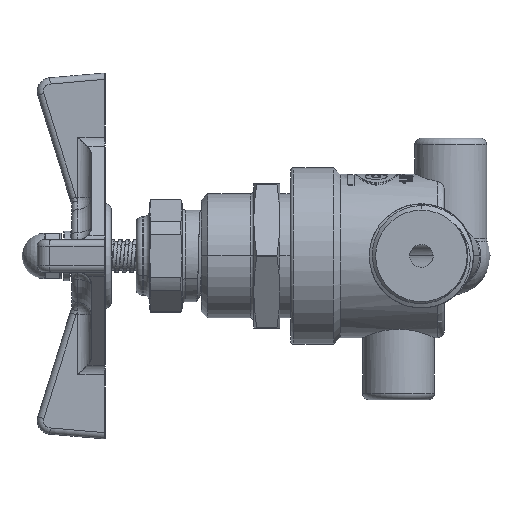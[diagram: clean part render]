
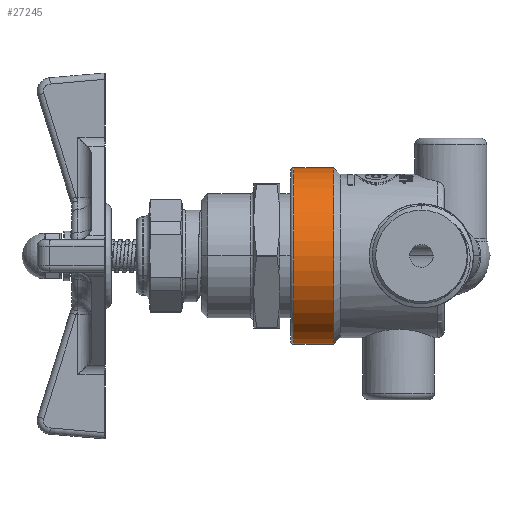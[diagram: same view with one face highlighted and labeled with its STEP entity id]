
A CAD part, left-side view. The second image highlights one B-rep face of the part: STEP entity #27245.
In plain terms, the highlighted cylindrical face has radius 21.438 mm (diameter 42.875 mm), a partial arc.
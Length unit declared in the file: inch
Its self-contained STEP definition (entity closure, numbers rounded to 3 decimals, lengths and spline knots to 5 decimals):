
#794 = CARTESIAN_POINT ( 'NONE',  ( 0.68215, 2.74537, 2.72579 ) ) ;
#1313 = AXIS2_PLACEMENT_3D ( 'NONE', #44904, #15067, #49899 ) ;
#1741 = CARTESIAN_POINT ( 'NONE',  ( 0.68215, 1.99898, 3.56979 ) ) ;
#5650 = VECTOR ( 'NONE', #25828, 39.37008 ) ;
#6178 = VECTOR ( 'NONE', #52698, 39.37008 ) ;
#7697 = VERTEX_POINT ( 'NONE', #39557 ) ;
#8208 = EDGE_CURVE ( 'NONE', #22735, #50363, #54105, .T. ) ;
#8839 = EDGE_LOOP ( 'NONE', ( #35681, #52823, #29468, #37523 ) ) ;
#15067 = DIRECTION ( 'NONE',  ( 0., 1., 0. ) ) ;
#20076 = CARTESIAN_POINT ( 'NONE',  ( 0.68215, 1.61898, 1.88179 ) ) ;
#22215 = AXIS2_PLACEMENT_3D ( 'NONE', #29122, #63936, #34096 ) ;
#22735 = VERTEX_POINT ( 'NONE', #20076 ) ;
#22918 = CARTESIAN_POINT ( 'NONE',  ( 0.68215, 2.74537, 1.88179 ) ) ;
#23640 = CIRCLE ( 'NONE', #22215, 0.844 ) ;
#24789 = CYLINDRICAL_SURFACE ( 'NONE', #39252, 0.844 ) ;
#25828 = DIRECTION ( 'NONE',  ( 0., 1., 0. ) ) ;
#26515 = VERTEX_POINT ( 'NONE', #1741 ) ;
#27245 = ADVANCED_FACE ( 'NONE', ( #49657 ), #24789, .T. ) ;
#29122 = CARTESIAN_POINT ( 'NONE',  ( 0.68215, 1.99898, 2.72579 ) ) ;
#29468 = ORIENTED_EDGE ( 'NONE', *, *, #64310, .T. ) ;
#29513 = DIRECTION ( 'NONE',  ( 0., 0., 1. ) ) ;
#32063 = LINE ( 'NONE', #55617, #5650 ) ;
#33600 = CARTESIAN_POINT ( 'NONE',  ( 0.68215, 1.61898, 3.56979 ) ) ;
#34096 = DIRECTION ( 'NONE',  ( 0., 0., -1. ) ) ;
#35681 = ORIENTED_EDGE ( 'NONE', *, *, #56899, .F. ) ;
#37523 = ORIENTED_EDGE ( 'NONE', *, *, #47422, .T. ) ;
#39252 = AXIS2_PLACEMENT_3D ( 'NONE', #794, #39292, #29513 ) ;
#39292 = DIRECTION ( 'NONE',  ( 0., 1., 0. ) ) ;
#39557 = CARTESIAN_POINT ( 'NONE',  ( 0.68215, 1.99898, 1.88179 ) ) ;
#44904 = CARTESIAN_POINT ( 'NONE',  ( 0.68215, 1.61898, 2.72579 ) ) ;
#47422 = EDGE_CURVE ( 'NONE', #26515, #7697, #23640, .T. ) ;
#49657 = FACE_OUTER_BOUND ( 'NONE', #8839, .T. ) ;
#49899 = DIRECTION ( 'NONE',  ( 0., 0., 1. ) ) ;
#50363 = VERTEX_POINT ( 'NONE', #33600 ) ;
#52698 = DIRECTION ( 'NONE',  ( 0., 1., 0. ) ) ;
#52823 = ORIENTED_EDGE ( 'NONE', *, *, #8208, .T. ) ;
#54105 = CIRCLE ( 'NONE', #1313, 0.844 ) ;
#55617 = CARTESIAN_POINT ( 'NONE',  ( 0.68215, 2.74537, 3.56979 ) ) ;
#56899 = EDGE_CURVE ( 'NONE', #22735, #7697, #57512, .T. ) ;
#57512 = LINE ( 'NONE', #22918, #6178 ) ;
#63936 = DIRECTION ( 'NONE',  ( 0., -1., 0. ) ) ;
#64310 = EDGE_CURVE ( 'NONE', #50363, #26515, #32063, .T. ) ;
